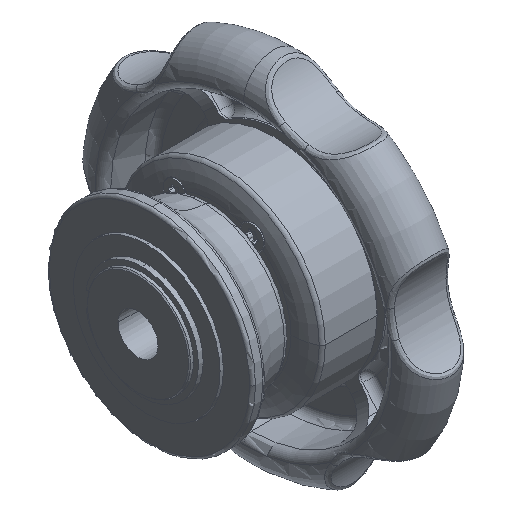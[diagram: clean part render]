
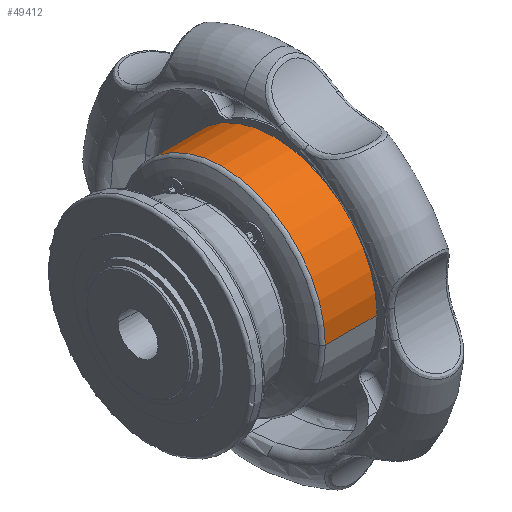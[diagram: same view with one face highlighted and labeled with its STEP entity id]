
A CAD part, isometric view. The second image highlights one B-rep face of the part: STEP entity #49412.
In plain terms, the highlighted cylindrical face has radius 26 mm (diameter 52 mm), a partial arc.
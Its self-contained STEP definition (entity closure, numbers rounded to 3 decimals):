
#13 = CARTESIAN_POINT ( 'NONE',  ( 4., -26., 0. ) ) ;
#461 = CARTESIAN_POINT ( 'NONE',  ( 83.545, 26., 0. ) ) ;
#1796 = EDGE_CURVE ( 'NONE', #43166, #33700, #37285, .T. ) ;
#6630 = CARTESIAN_POINT ( 'NONE',  ( 4., 0., 0. ) ) ;
#13014 = DIRECTION ( 'NONE',  ( 1., 0., 0. ) ) ;
#20810 = VECTOR ( 'NONE', #13014, 1000. ) ;
#23056 = DIRECTION ( 'NONE',  ( 0., 1., 0. ) ) ;
#23293 = CARTESIAN_POINT ( 'NONE',  ( 83.545, -26., 0. ) ) ;
#23796 = CARTESIAN_POINT ( 'NONE',  ( -9.058, 0., 0. ) ) ;
#23893 = VERTEX_POINT ( 'NONE', #13 ) ;
#25629 = DIRECTION ( 'NONE',  ( 1., 0., 0. ) ) ;
#28792 = DIRECTION ( 'NONE',  ( 1., 0., 0. ) ) ;
#29014 = AXIS2_PLACEMENT_3D ( 'NONE', #6630, #25629, #44662 ) ;
#31504 = FACE_OUTER_BOUND ( 'NONE', #44835, .T. ) ;
#32107 = CYLINDRICAL_SURFACE ( 'NONE', #46322, 26. ) ;
#32525 = ORIENTED_EDGE ( 'NONE', *, *, #33913, .F. ) ;
#33700 = VERTEX_POINT ( 'NONE', #45389 ) ;
#33913 = EDGE_CURVE ( 'NONE', #33700, #34919, #41920, .T. ) ;
#34919 = VERTEX_POINT ( 'NONE', #60173 ) ;
#36742 = ORIENTED_EDGE ( 'NONE', *, *, #43355, .F. ) ;
#37225 = ORIENTED_EDGE ( 'NONE', *, *, #1796, .F. ) ;
#37285 = CIRCLE ( 'NONE', #51195, 26. ) ;
#37877 = ORIENTED_EDGE ( 'NONE', *, *, #55371, .T. ) ;
#41490 = VECTOR ( 'NONE', #28792, 1000. ) ;
#41775 = CARTESIAN_POINT ( 'NONE',  ( 83.545, 0., 0. ) ) ;
#41920 = LINE ( 'NONE', #461, #41490 ) ;
#42520 = CARTESIAN_POINT ( 'NONE',  ( -9.058, -26., 0. ) ) ;
#42809 = DIRECTION ( 'NONE',  ( -1., 0., 0. ) ) ;
#43105 = DIRECTION ( 'NONE',  ( 0., 0., 1. ) ) ;
#43166 = VERTEX_POINT ( 'NONE', #42520 ) ;
#43355 = EDGE_CURVE ( 'NONE', #34919, #23893, #57890, .T. ) ;
#44662 = DIRECTION ( 'NONE',  ( 0., -1., 0. ) ) ;
#44835 = EDGE_LOOP ( 'NONE', ( #37225, #37877, #36742, #32525 ) ) ;
#45389 = CARTESIAN_POINT ( 'NONE',  ( -9.058, 26., 0. ) ) ;
#46322 = AXIS2_PLACEMENT_3D ( 'NONE', #41775, #55758, #23056 ) ;
#49412 = ADVANCED_FACE ( 'NONE', ( #31504 ), #32107, .T. ) ;
#51195 = AXIS2_PLACEMENT_3D ( 'NONE', #23796, #42809, #43105 ) ;
#55371 = EDGE_CURVE ( 'NONE', #43166, #23893, #56909, .T. ) ;
#55758 = DIRECTION ( 'NONE',  ( 1., 0., 0. ) ) ;
#56909 = LINE ( 'NONE', #23293, #20810 ) ;
#57890 = CIRCLE ( 'NONE', #29014, 26. ) ;
#60173 = CARTESIAN_POINT ( 'NONE',  ( 4., 26., 0. ) ) ;
